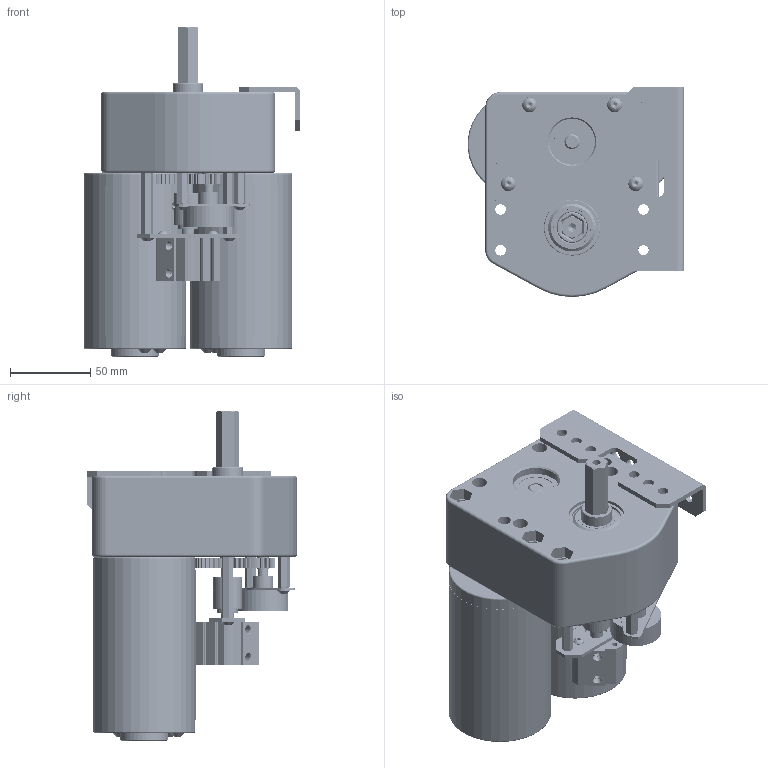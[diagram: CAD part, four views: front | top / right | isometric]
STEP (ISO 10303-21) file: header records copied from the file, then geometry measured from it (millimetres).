
FILE_DESCRIPTION (( 'STEP AP203' ), '1' );
FILE_NAME ('217-2428 wGrayhill Encoder.20130115.STEP', '2013-01-14T22:58:55', ( '' ), ( '' ), 'SwSTEP 2.0', 'SolidWorks 2012', '' );
FILE_SCHEMA (( 'CONFIG_CONTROL_DESIGN' ));
Length unit declared in the file: inch
Products named in the file (49): 217-2428-017 Rev2; 217-2428-019 Rev1; 217-2428-006 Rev1; 217-2428-024 Rev2; SBS1_SBS1032-0500ZC; 217-2614-001_12t; 217-2761-001 rev1; 217-2428-001 Rev1; 217-2428-002 Rev2; 217-2703-001; 217-2707-001_40t; Nylock Nut_NNY2520-ZC; 217-2428-004 Rev3; 217-2428-021 Rev1; 217-2428-029 Rev1; 217-2428-008 Rev1; 217-2428-028 Rev1_97633A250; 217-2428-022 Rev1; 217-2709-001_44t Steel; 217-2709-101 Rev1; 217-2713-001_60t Steel; 217-2713-101 Rev1; 217-2790-002 Rev2; 217-2790-003 Rev2 ; 217-2790-004 Rev2; 217-2790-001 Rev2; 217-2428-007 Rev1; 217-2792-001 Rev1; 217-2000; Grahill Encoder; 217-2428-032 Rev1; 91251A107_91251A107; 217-2428-200 Rev1; 217-2428 wGrayhill Encoder.20130115; 217-2428-016 Rev2_Spur01; SBS1_SBS-0632-0250; SCREW-832-0375; 217-2428-005 Rev1; 217-2428-012 Rev2; 217-2788_57155K375 ...
Assembly tree (76 placements, depth 4):
  217-2428 wGrayhill Encoder.20130115
    217-2733  x2
    217-2731
    217-2789
    217-2778-001 Rev2_NCQ8A075-050M
      217-2778-NCQ8A075-050M_NCQ8 Tube_075A
      217-2778-NCQ8A075-050M_NCQ8 Rod_075M
      217-2778-NCQ8A075-050M_Snap Ring_075
      217-2778-NCQ8A075-050M_1032_Nut_90545A111
    217-2428-027 Rev1_97414A630  x2
    217-2788_57155K375
    217-2428-012 Rev2
    217-2428-005 Rev1  x2
    SCREW-832-0375  x8
    SBS1_SBS-0632-0250  x2
    217-2428-016 Rev2_Spur01
    217-2428-017 Rev2
    217-2428-019 Rev1
    217-2428-006 Rev1  x2
    217-2428-024 Rev2
    SBS1_SBS1032-0500ZC  x4
    217-2614-001_12t  x2
    217-2761-001 rev1  x2
    217-2428-001 Rev1
    217-2428-002 Rev2
    217-2703-001
    217-2707-001_40t
    Nylock Nut_NNY2520-ZC  x2
    217-2428-004 Rev3
    217-2428-021 Rev1
    217-2428-029 Rev1
    217-2792-001 Rev1
      217-2428-008 Rev1
      217-2428-028 Rev1_97633A250
      217-2709-101 Rev1
        217-2428-022 Rev1
        217-2709-001_44t Steel
      217-2713-101 Rev1
        217-2713-001_60t Steel
        217-2428-022 Rev1
      217-2790-001 Rev2
        217-2790-002 Rev2
        217-2790-003 Rev2 
        217-2790-004 Rev2
      217-2428-007 Rev1  x6
    217-2000  x2
    Grahill Encoder
    217-2428-200 Rev1
      217-2428-032 Rev1  x2
      217-2778-NCQ8A075-050M_1032_Nut_90545A111
      91251A107_91251A107  x2
Bounding box: 134.79 x 130.69 x 205.51 mm (x, y, z)
Volume: 1097118.4 mm3; surface area: 329727.5 mm2
Topology: 89 solids, 89 shells, 3503 faces, 8934 edges, 5750 vertices
Faces by surface type: cylinder 1327, plane 1248, bspline 356, cone 315, torus 209, sphere 48
Entity records: 169359 total; most frequent: CARTESIAN_POINT 94799, ORIENTED_EDGE 14514, DIRECTION 14127, EDGE_CURVE 7257, AXIS2_PLACEMENT_3D 5395, VERTEX_POINT 4719, VECTOR 3337, LINE 3337
